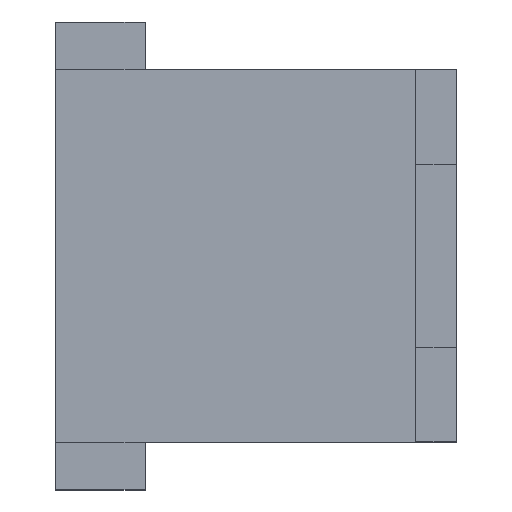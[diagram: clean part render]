
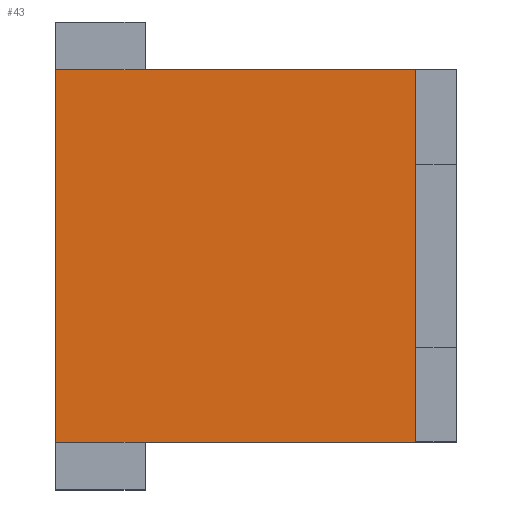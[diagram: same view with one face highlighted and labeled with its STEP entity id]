
A CAD part, top view. The second image highlights one B-rep face of the part: STEP entity #43.
In plain terms, the highlighted planar face has unit normal (0, 0, 1).
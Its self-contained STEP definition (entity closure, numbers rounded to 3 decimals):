
#43=ADVANCED_FACE('',(#80),#604,.T.);
#80=FACE_OUTER_BOUND('',#117,.T.);
#117=EDGE_LOOP('',(#217,#218,#219,#220,#221,#222));
#217=ORIENTED_EDGE('',*,*,#362,.F.);
#218=ORIENTED_EDGE('',*,*,#354,.F.);
#219=ORIENTED_EDGE('',*,*,#359,.T.);
#220=ORIENTED_EDGE('',*,*,#339,.T.);
#221=ORIENTED_EDGE('',*,*,#363,.T.);
#222=ORIENTED_EDGE('',*,*,#384,.F.);
#339=EDGE_CURVE('',#534,#537,#432,.T.);
#354=EDGE_CURVE('',#547,#545,#447,.T.);
#359=EDGE_CURVE('',#547,#534,#452,.T.);
#362=EDGE_CURVE('',#545,#561,#455,.T.);
#363=EDGE_CURVE('',#537,#562,#456,.T.);
#384=EDGE_CURVE('',#561,#562,#477,.T.);
#432=B_SPLINE_CURVE_WITH_KNOTS('',1,(#958,#959),.UNSPECIFIED.,.F.,.F.,(2,
2),(2.,7.),.UNSPECIFIED.);
#447=B_SPLINE_CURVE_WITH_KNOTS('',1,(#988,#989),.UNSPECIFIED.,.F.,.F.,(2,
2),(-12.,-7.),.UNSPECIFIED.);
#452=B_SPLINE_CURVE_WITH_KNOTS('',1,(#998,#999),.UNSPECIFIED.,.F.,.F.,(2,
2),(74.42,92.92),.UNSPECIFIED.);
#455=B_SPLINE_CURVE_WITH_KNOTS('',1,(#1004,#1005),.UNSPECIFIED.,.F.,.F.,
(2,2),(4.7,18.),.UNSPECIFIED.);
#456=B_SPLINE_CURVE_WITH_KNOTS('',1,(#1006,#1007),.UNSPECIFIED.,.F.,.F.,
(2,2),(15.7,29.),.UNSPECIFIED.);
#477=B_SPLINE_CURVE_WITH_KNOTS('',1,(#1048,#1049),.UNSPECIFIED.,.F.,.F.,
(2,2),(29.35,47.65),.UNSPECIFIED.);
#534=VERTEX_POINT('',#882);
#537=VERTEX_POINT('',#885);
#545=VERTEX_POINT('',#893);
#547=VERTEX_POINT('',#895);
#561=VERTEX_POINT('',#909);
#562=VERTEX_POINT('',#910);
#604=PLANE('',#660);
#660=AXIS2_PLACEMENT_3D('',#740,#691,$);
#691=DIRECTION('',(0.,0.,1.));
#740=CARTESIAN_POINT('',(75.147,-11.376,-1.85));
#882=CARTESIAN_POINT('',(75.447,-9.15,-1.85));
#885=CARTESIAN_POINT('',(79.847,-9.15,-1.85));
#893=CARTESIAN_POINT('',(79.847,9.15,-1.85));
#895=CARTESIAN_POINT('',(75.447,9.15,-1.85));
#909=CARTESIAN_POINT('',(93.147,9.15,-1.85));
#910=CARTESIAN_POINT('',(93.147,-9.15,-1.85));
#958=CARTESIAN_POINT('',(75.447,-9.15,-1.85));
#959=CARTESIAN_POINT('',(79.847,-9.15,-1.85));
#988=CARTESIAN_POINT('',(75.447,9.15,-1.85));
#989=CARTESIAN_POINT('',(79.847,9.15,-1.85));
#998=CARTESIAN_POINT('',(75.447,9.15,-1.85));
#999=CARTESIAN_POINT('',(75.447,-9.15,-1.85));
#1004=CARTESIAN_POINT('',(79.847,9.15,-1.85));
#1005=CARTESIAN_POINT('',(93.147,9.15,-1.85));
#1006=CARTESIAN_POINT('',(79.847,-9.15,-1.85));
#1007=CARTESIAN_POINT('',(93.147,-9.15,-1.85));
#1048=CARTESIAN_POINT('',(93.147,9.15,-1.85));
#1049=CARTESIAN_POINT('',(93.147,-9.15,-1.85));
